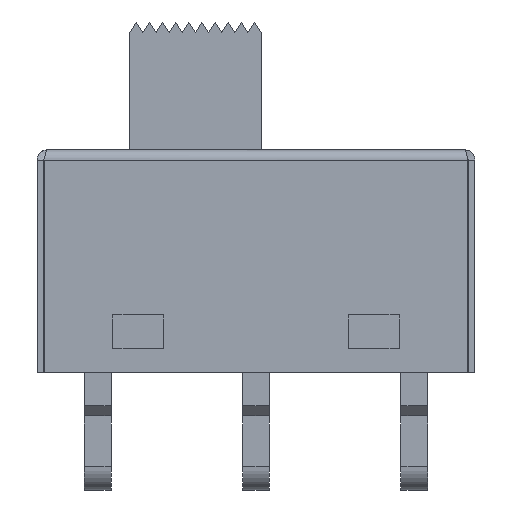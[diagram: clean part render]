
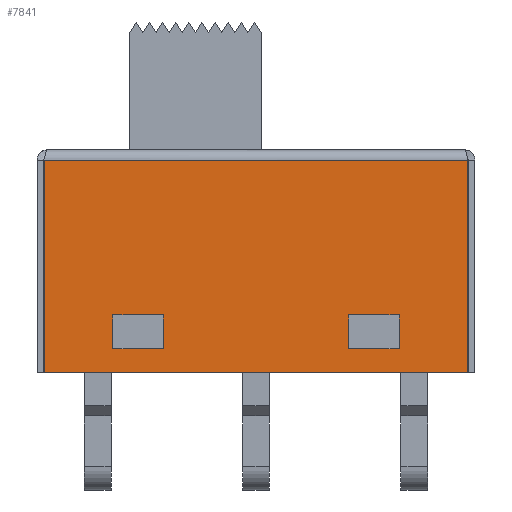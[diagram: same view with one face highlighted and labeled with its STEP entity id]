
A CAD part, front view. The second image highlights one B-rep face of the part: STEP entity #7841.
In plain terms, the highlighted planar face has unit normal (0, -1, 0).
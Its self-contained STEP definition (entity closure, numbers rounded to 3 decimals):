
#411=FACE_BOUND('',#1042,.T.);
#412=FACE_BOUND('',#1043,.T.);
#605=FACE_OUTER_BOUND('',#1041,.T.);
#1041=EDGE_LOOP('',(#5672,#5673,#5674,#5675));
#1042=EDGE_LOOP('',(#5676,#5677,#5678,#5679));
#1043=EDGE_LOOP('',(#5680,#5681,#5682,#5683));
#1699=LINE('',#12165,#2549);
#1703=LINE('',#12173,#2553);
#1704=LINE('',#12176,#2554);
#1705=LINE('',#12177,#2555);
#1706=LINE('',#12180,#2556);
#1707=LINE('',#12182,#2557);
#1708=LINE('',#12184,#2558);
#1709=LINE('',#12185,#2559);
#1710=LINE('',#12188,#2560);
#1711=LINE('',#12190,#2561);
#1712=LINE('',#12192,#2562);
#1713=LINE('',#12193,#2563);
#2549=VECTOR('',#9195,1.);
#2553=VECTOR('',#9203,1.);
#2554=VECTOR('',#9206,1.);
#2555=VECTOR('',#9207,1.);
#2556=VECTOR('',#9208,1.);
#2557=VECTOR('',#9209,1.);
#2558=VECTOR('',#9210,1.);
#2559=VECTOR('',#9211,1.);
#2560=VECTOR('',#9212,1.);
#2561=VECTOR('',#9213,1.);
#2562=VECTOR('',#9214,1.);
#2563=VECTOR('',#9215,1.);
#3300=VERTEX_POINT('',#12094);
#3303=VERTEX_POINT('',#12152);
#3305=VERTEX_POINT('',#12170);
#3306=VERTEX_POINT('',#12175);
#3307=VERTEX_POINT('',#12178);
#3308=VERTEX_POINT('',#12179);
#3309=VERTEX_POINT('',#12181);
#3310=VERTEX_POINT('',#12183);
#3311=VERTEX_POINT('',#12186);
#3312=VERTEX_POINT('',#12187);
#3313=VERTEX_POINT('',#12189);
#3314=VERTEX_POINT('',#12191);
#4169=EDGE_CURVE('',#3303,#3300,#1699,.T.);
#4173=EDGE_CURVE('',#3300,#3305,#1703,.T.);
#4174=EDGE_CURVE('',#3303,#3306,#1704,.T.);
#4175=EDGE_CURVE('',#3305,#3306,#1705,.T.);
#4176=EDGE_CURVE('',#3307,#3308,#1706,.T.);
#4177=EDGE_CURVE('',#3308,#3309,#1707,.T.);
#4178=EDGE_CURVE('',#3309,#3310,#1708,.T.);
#4179=EDGE_CURVE('',#3310,#3307,#1709,.T.);
#4180=EDGE_CURVE('',#3311,#3312,#1710,.T.);
#4181=EDGE_CURVE('',#3312,#3313,#1711,.T.);
#4182=EDGE_CURVE('',#3313,#3314,#1712,.T.);
#4183=EDGE_CURVE('',#3314,#3311,#1713,.T.);
#5672=ORIENTED_EDGE('',*,*,#4169,.F.);
#5673=ORIENTED_EDGE('',*,*,#4174,.T.);
#5674=ORIENTED_EDGE('',*,*,#4175,.F.);
#5675=ORIENTED_EDGE('',*,*,#4173,.F.);
#5676=ORIENTED_EDGE('',*,*,#4176,.T.);
#5677=ORIENTED_EDGE('',*,*,#4177,.T.);
#5678=ORIENTED_EDGE('',*,*,#4178,.T.);
#5679=ORIENTED_EDGE('',*,*,#4179,.T.);
#5680=ORIENTED_EDGE('',*,*,#4180,.T.);
#5681=ORIENTED_EDGE('',*,*,#4181,.T.);
#5682=ORIENTED_EDGE('',*,*,#4182,.T.);
#5683=ORIENTED_EDGE('',*,*,#4183,.T.);
#7151=PLANE('',#8274);
#7841=ADVANCED_FACE('',(#605,#411,#412),#7151,.F.);
#8274=AXIS2_PLACEMENT_3D('',#12174,#9204,#9205);
#9195=DIRECTION('',(1.,0.,0.));
#9203=DIRECTION('',(0.,0.,-1.));
#9204=DIRECTION('center_axis',(0.,1.,0.));
#9205=DIRECTION('ref_axis',(0.,0.,1.));
#9206=DIRECTION('',(0.,0.,-1.));
#9207=DIRECTION('',(-1.,0.,0.));
#9208=DIRECTION('',(-1.,0.,0.));
#9209=DIRECTION('',(0.,0.,1.));
#9210=DIRECTION('',(1.,0.,0.));
#9211=DIRECTION('',(0.,0.,-1.));
#9212=DIRECTION('',(-1.,0.,0.));
#9213=DIRECTION('',(0.,0.,1.));
#9214=DIRECTION('',(1.,0.,0.));
#9215=DIRECTION('',(0.,0.,-1.));
#12094=CARTESIAN_POINT('',(6.293,-3.6,7.6));
#12152=CARTESIAN_POINT('',(-6.293,-3.6,7.6));
#12165=CARTESIAN_POINT('',(6.5,-3.6,7.6));
#12170=CARTESIAN_POINT('',(6.293,-3.6,1.3));
#12173=CARTESIAN_POINT('',(6.293,-3.6,7.7));
#12174=CARTESIAN_POINT('Origin',(0.,-3.6,1.3));
#12175=CARTESIAN_POINT('',(-6.293,-3.6,1.3));
#12176=CARTESIAN_POINT('',(-6.293,-3.6,1.3));
#12177=CARTESIAN_POINT('',(6.5,-3.6,1.3));
#12178=CARTESIAN_POINT('',(-2.75,-3.6,2.));
#12179=CARTESIAN_POINT('',(-4.25,-3.6,2.));
#12180=CARTESIAN_POINT('',(-4.25,-3.6,2.));
#12181=CARTESIAN_POINT('',(-4.25,-3.6,3.));
#12182=CARTESIAN_POINT('',(-4.25,-3.6,2.));
#12183=CARTESIAN_POINT('',(-2.75,-3.6,3.));
#12184=CARTESIAN_POINT('',(-4.25,-3.6,3.));
#12185=CARTESIAN_POINT('',(-2.75,-3.6,2.));
#12186=CARTESIAN_POINT('',(4.25,-3.6,2.));
#12187=CARTESIAN_POINT('',(2.75,-3.6,2.));
#12188=CARTESIAN_POINT('',(2.75,-3.6,2.));
#12189=CARTESIAN_POINT('',(2.75,-3.6,3.));
#12190=CARTESIAN_POINT('',(2.75,-3.6,2.));
#12191=CARTESIAN_POINT('',(4.25,-3.6,3.));
#12192=CARTESIAN_POINT('',(2.75,-3.6,3.));
#12193=CARTESIAN_POINT('',(4.25,-3.6,2.));
